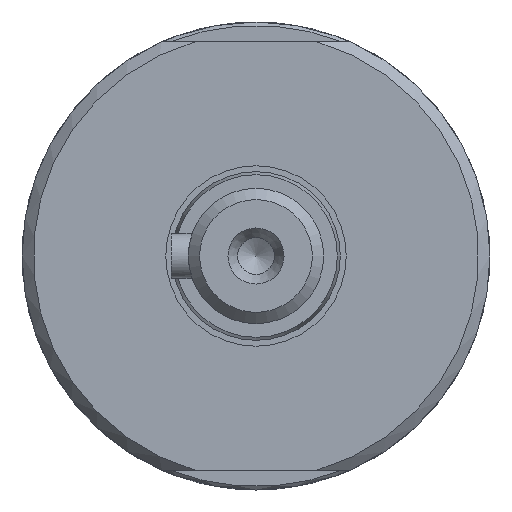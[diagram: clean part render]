
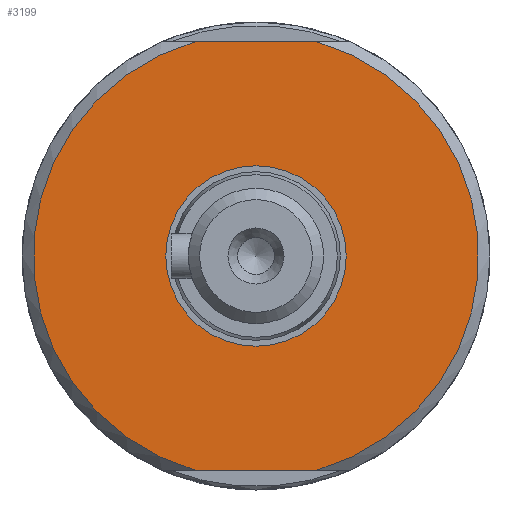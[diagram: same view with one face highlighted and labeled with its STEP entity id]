
A CAD part, left-side view. The second image highlights one B-rep face of the part: STEP entity #3199.
In plain terms, the highlighted planar face has unit normal (-1, 0, 0).
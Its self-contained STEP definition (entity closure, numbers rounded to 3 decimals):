
#163=LINE('',#4925,#428);
#164=LINE('',#4927,#429);
#428=VECTOR('',#3965,10.);
#429=VECTOR('',#3966,10.);
#855=FACE_BOUND('',#1111,.T.);
#924=FACE_OUTER_BOUND('',#1110,.T.);
#1110=EDGE_LOOP('',(#2405,#2406,#2407,#2408));
#1111=EDGE_LOOP('',(#2409,#2410));
#1315=CIRCLE('',#3473,19.75);
#1316=CIRCLE('',#3475,19.75);
#1317=CIRCLE('',#3476,8.);
#1318=CIRCLE('',#3477,8.);
#1475=VERTEX_POINT('',#4911);
#1478=VERTEX_POINT('',#4918);
#1479=VERTEX_POINT('',#4924);
#1480=VERTEX_POINT('',#4926);
#1481=VERTEX_POINT('',#4929);
#1482=VERTEX_POINT('',#4930);
#1821=EDGE_CURVE('',#1478,#1475,#1315,.T.);
#1822=EDGE_CURVE('',#1479,#1475,#163,.T.);
#1823=EDGE_CURVE('',#1478,#1480,#164,.T.);
#1824=EDGE_CURVE('',#1479,#1480,#1316,.T.);
#1825=EDGE_CURVE('',#1481,#1482,#1317,.T.);
#1826=EDGE_CURVE('',#1482,#1481,#1318,.T.);
#2405=ORIENTED_EDGE('',*,*,#1822,.T.);
#2406=ORIENTED_EDGE('',*,*,#1821,.F.);
#2407=ORIENTED_EDGE('',*,*,#1823,.T.);
#2408=ORIENTED_EDGE('',*,*,#1824,.F.);
#2409=ORIENTED_EDGE('',*,*,#1825,.T.);
#2410=ORIENTED_EDGE('',*,*,#1826,.T.);
#3058=PLANE('',#3474);
#3199=ADVANCED_FACE('',(#924,#855),#3058,.T.);
#3473=AXIS2_PLACEMENT_3D('',#4922,#3961,#3962);
#3474=AXIS2_PLACEMENT_3D('',#4923,#3963,#3964);
#3475=AXIS2_PLACEMENT_3D('',#4928,#3967,#3968);
#3476=AXIS2_PLACEMENT_3D('',#4931,#3969,#3970);
#3477=AXIS2_PLACEMENT_3D('',#4932,#3971,#3972);
#3961=DIRECTION('center_axis',(1.,0.,0.));
#3962=DIRECTION('ref_axis',(0.,1.,0.));
#3963=DIRECTION('center_axis',(-1.,0.,0.));
#3964=DIRECTION('ref_axis',(0.,0.,
1.));
#3965=DIRECTION('',(0.,-1.,0.));
#3966=DIRECTION('',(0.,1.,0.));
#3967=DIRECTION('center_axis',(1.,0.,0.));
#3968=DIRECTION('ref_axis',(0.,1.,0.));
#3969=DIRECTION('center_axis',(1.,0.,0.));
#3970=DIRECTION('ref_axis',(0.,1.,0.));
#3971=DIRECTION('center_axis',(1.,0.,0.));
#3972=DIRECTION('ref_axis',(0.,1.,0.));
#4911=CARTESIAN_POINT('',(-152.8,-5.391,-19.));
#4918=CARTESIAN_POINT('',(-152.8,-5.391,19.));
#4922=CARTESIAN_POINT('Origin',(-152.8,0.,0.));
#4923=CARTESIAN_POINT('Origin',(-152.8,13.875,0.));
#4924=CARTESIAN_POINT('',(-152.8,5.391,-19.));
#4925=CARTESIAN_POINT('',(-152.8,1.392,-19.));
#4926=CARTESIAN_POINT('',(-152.8,5.391,19.));
#4927=CARTESIAN_POINT('',(-152.8,12.483,19.));
#4928=CARTESIAN_POINT('Origin',(-152.8,0.,0.));
#4929=CARTESIAN_POINT('',(-152.8,8.,0.));
#4930=CARTESIAN_POINT('',(-152.8,-8.,0.));
#4931=CARTESIAN_POINT('Origin',(-152.8,0.,0.));
#4932=CARTESIAN_POINT('Origin',(-152.8,0.,0.));
